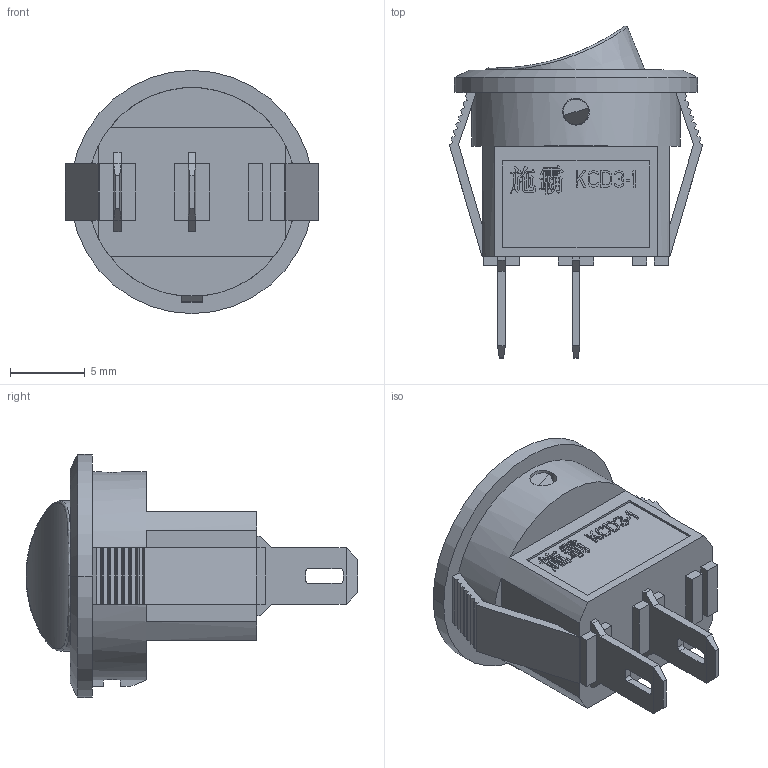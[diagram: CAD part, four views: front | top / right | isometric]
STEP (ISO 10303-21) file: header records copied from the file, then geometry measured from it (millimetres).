
FILE_DESCRIPTION((''),'2;1');
FILE_NAME('KCD3-1','2022-10-24T',('chengf'),(''),'PRO/ENGINEER BY PARAMETRIC TECHNOLOGY CORPORATION, 2009440','PRO/ENGINEER BY PARAMETRIC TECHNOLOGY CORPORATION, 2009440','');
FILE_SCHEMA(('CONFIG_CONTROL_DESIGN'));
Length unit declared in the file: millimetre
Products named in the file (1): KCD3-1
Bounding box: 17 x 22.26 x 16.3 mm (x, y, z)
Volume: 1401.3 mm3; surface area: 1857.9 mm2
Topology: 1 solids, 1 shells, 632 faces, 1781 edges, 1178 vertices
Faces by surface type: plane 588, cylinder 36, cone 6, bspline 2
Entity records: 20762 total; most frequent: CARTESIAN_POINT 4370, ORIENTED_EDGE 3562, DIRECTION 3067, EDGE_CURVE 1781, VECTOR 1679, LINE 1679, VERTEX_POINT 1178, AXIS2_PLACEMENT_3D 694
